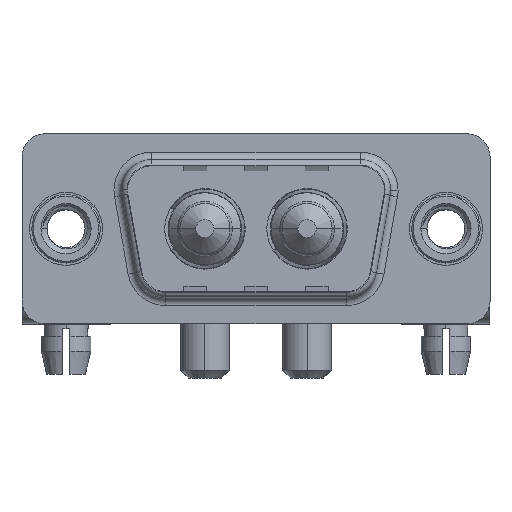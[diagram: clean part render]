
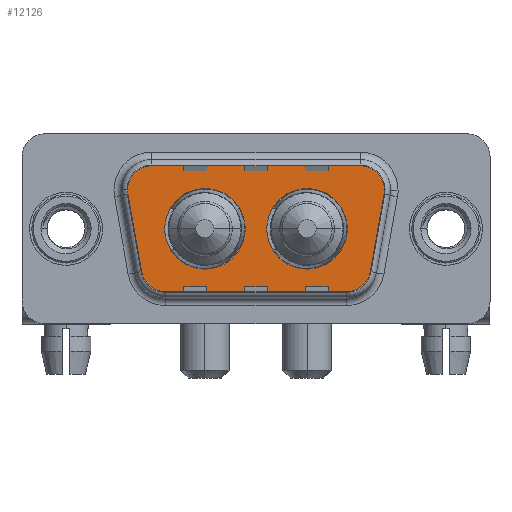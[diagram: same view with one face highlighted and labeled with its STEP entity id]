
A CAD part, top view. The second image highlights one B-rep face of the part: STEP entity #12126.
In plain terms, the highlighted planar face has unit normal (0, 0, 1).
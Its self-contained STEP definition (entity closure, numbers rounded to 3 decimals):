
#16 = CIRCLE ( 'NONE', #9416, 2.65 ) ;
#167 = CARTESIAN_POINT ( 'NONE',  ( 21.534, 2.553, 0. ) ) ;
#409 = CARTESIAN_POINT ( 'NONE',  ( 6.459, -4.9, 0. ) ) ;
#508 = ORIENTED_EDGE ( 'NONE', *, *, #14947, .T. ) ;
#702 = CARTESIAN_POINT ( 'NONE',  ( 6.459, -2.9, 0. ) ) ;
#819 = CARTESIAN_POINT ( 'NONE',  ( 11.79, 0., 0. ) ) ;
#1079 = VERTEX_POINT ( 'NONE', #9649 ) ;
#1403 = AXIS2_PLACEMENT_3D ( 'NONE', #5589, #2624, #3831 ) ;
#1559 = VERTEX_POINT ( 'NONE', #819 ) ;
#1880 = DIRECTION ( 'NONE',  ( -1., 0., 0. ) ) ;
#2032 = CARTESIAN_POINT ( 'NONE',  ( 6.49, 0., 0. ) ) ;
#2396 = DIRECTION ( 'NONE',  ( -1., 0., 0. ) ) ;
#2624 = DIRECTION ( 'NONE',  ( 0., 0., 1. ) ) ;
#2978 = CIRCLE ( 'NONE', #7288, 2.65 ) ;
#3007 = VERTEX_POINT ( 'NONE', #14004 ) ;
#3208 = VECTOR ( 'NONE', #10293, 1000. ) ;
#3325 = LINE ( 'NONE', #14180, #14270 ) ;
#3607 = DIRECTION ( 'NONE',  ( 0., 0., 1. ) ) ;
#3777 = DIRECTION ( 'NONE',  ( 0., 0., 1. ) ) ;
#3831 = DIRECTION ( 'NONE',  ( 1., 0., 0. ) ) ;
#4074 = EDGE_CURVE ( 'NONE', #14871, #1079, #16, .T. ) ;
#4328 = CARTESIAN_POINT ( 'NONE',  ( 18.541, -4.9, 0. ) ) ;
#4329 = CARTESIAN_POINT ( 'NONE',  ( 18.541, -2.9, 0. ) ) ;
#4516 = CARTESIAN_POINT ( 'NONE',  ( 18.541, -2.9, 0. ) ) ;
#4527 = CIRCLE ( 'NONE', #9327, 2. ) ;
#4668 = FACE_BOUND ( 'NONE', #15007, .T. ) ;
#4701 = VERTEX_POINT ( 'NONE', #4328 ) ;
#4751 = DIRECTION ( 'NONE',  ( 0., 0., 1. ) ) ;
#4953 = CARTESIAN_POINT ( 'NONE',  ( 3.466, 2.553, 0. ) ) ;
#5098 = CARTESIAN_POINT ( 'NONE',  ( 3.466, 2.553, 0. ) ) ;
#5182 = ORIENTED_EDGE ( 'NONE', *, *, #5566, .T. ) ;
#5259 = DIRECTION ( 'NONE',  ( 0.174, -0.985, 0. ) ) ;
#5261 = ORIENTED_EDGE ( 'NONE', *, *, #8473, .T. ) ;
#5337 = VERTEX_POINT ( 'NONE', #11892 ) ;
#5424 = EDGE_LOOP ( 'NONE', ( #5261, #13377, #5182, #13346, #508, #13455, #14641, #10862, #6143 ) ) ;
#5502 = VECTOR ( 'NONE', #15036, 1000. ) ;
#5566 = EDGE_CURVE ( 'NONE', #8635, #11558, #5956, .T. ) ;
#5589 = CARTESIAN_POINT ( 'NONE',  ( 9.14, 0., 0. ) ) ;
#5607 = LINE ( 'NONE', #11564, #3208 ) ;
#5625 = DIRECTION ( 'NONE',  ( 0., 0., 1. ) ) ;
#5956 = CIRCLE ( 'NONE', #8233, 2. ) ;
#6038 = EDGE_CURVE ( 'NONE', #1559, #9357, #8999, .T. ) ;
#6143 = ORIENTED_EDGE ( 'NONE', *, *, #7171, .T. ) ;
#6232 = CIRCLE ( 'NONE', #15092, 2. ) ;
#6363 = LINE ( 'NONE', #5098, #15121 ) ;
#6490 = ORIENTED_EDGE ( 'NONE', *, *, #4074, .F. ) ;
#6541 = EDGE_CURVE ( 'NONE', #9357, #1559, #14330, .T. ) ;
#6749 = CARTESIAN_POINT ( 'NONE',  ( 18.51, 0., 0. ) ) ;
#7032 = DIRECTION ( 'NONE',  ( 0., 0., 1. ) ) ;
#7038 = AXIS2_PLACEMENT_3D ( 'NONE', #14458, #3607, #2396 ) ;
#7125 = ORIENTED_EDGE ( 'NONE', *, *, #6541, .F. ) ;
#7171 = EDGE_CURVE ( 'NONE', #12988, #4701, #5607, .T. ) ;
#7214 = EDGE_CURVE ( 'NONE', #5337, #8635, #10451, .T. ) ;
#7236 = CARTESIAN_POINT ( 'NONE',  ( 4.489, -3.247, 0. ) ) ;
#7277 = FACE_BOUND ( 'NONE', #14644, .T. ) ;
#7288 = AXIS2_PLACEMENT_3D ( 'NONE', #9643, #3777, #15670 ) ;
#7793 = CIRCLE ( 'NONE', #7038, 2. ) ;
#7996 = ORIENTED_EDGE ( 'NONE', *, *, #6038, .F. ) ;
#8092 = EDGE_CURVE ( 'NONE', #1079, #14871, #2978, .T. ) ;
#8212 = CARTESIAN_POINT ( 'NONE',  ( 5.436, 2.9, 0. ) ) ;
#8233 = AXIS2_PLACEMENT_3D ( 'NONE', #11969, #5625, #9588 ) ;
#8363 = ORIENTED_EDGE ( 'NONE', *, *, #8092, .F. ) ;
#8473 = EDGE_CURVE ( 'NONE', #4701, #5337, #6232, .T. ) ;
#8635 = VERTEX_POINT ( 'NONE', #167 ) ;
#8739 = EDGE_CURVE ( 'NONE', #10011, #9105, #6363, .T. ) ;
#8999 = CIRCLE ( 'NONE', #9519, 2.65 ) ;
#9070 = CIRCLE ( 'NONE', #10847, 2. ) ;
#9105 = VERTEX_POINT ( 'NONE', #7236 ) ;
#9157 = DIRECTION ( 'NONE',  ( 0., 0., 1. ) ) ;
#9201 = DIRECTION ( 'NONE',  ( 0., 0., 1. ) ) ;
#9325 = EDGE_CURVE ( 'NONE', #9105, #12988, #9070, .T. ) ;
#9327 = AXIS2_PLACEMENT_3D ( 'NONE', #8212, #7032, #11937 ) ;
#9357 = VERTEX_POINT ( 'NONE', #2032 ) ;
#9416 = AXIS2_PLACEMENT_3D ( 'NONE', #10783, #4751, #9436 ) ;
#9436 = DIRECTION ( 'NONE',  ( 1., 0., 0. ) ) ;
#9519 = AXIS2_PLACEMENT_3D ( 'NONE', #12898, #12824, #11800 ) ;
#9588 = DIRECTION ( 'NONE',  ( -1., 0., 0. ) ) ;
#9631 = AXIS2_PLACEMENT_3D ( 'NONE', #4516, #14408, #14172 ) ;
#9643 = CARTESIAN_POINT ( 'NONE',  ( 15.86, 0., 0. ) ) ;
#9649 = CARTESIAN_POINT ( 'NONE',  ( 13.21, 0., 0. ) ) ;
#10011 = VERTEX_POINT ( 'NONE', #4953 ) ;
#10100 = EDGE_CURVE ( 'NONE', #11558, #3007, #7793, .T. ) ;
#10178 = CARTESIAN_POINT ( 'NONE',  ( 21.564, 2.9, 0. ) ) ;
#10293 = DIRECTION ( 'NONE',  ( 1., 0., 0. ) ) ;
#10451 = LINE ( 'NONE', #11320, #5502 ) ;
#10783 = CARTESIAN_POINT ( 'NONE',  ( 15.86, 0., 0. ) ) ;
#10847 = AXIS2_PLACEMENT_3D ( 'NONE', #702, #9201, #1880 ) ;
#10862 = ORIENTED_EDGE ( 'NONE', *, *, #9325, .T. ) ;
#11042 = CARTESIAN_POINT ( 'NONE',  ( 5.436, 4.9, 0. ) ) ;
#11093 = EDGE_CURVE ( 'NONE', #14082, #10011, #4527, .T. ) ;
#11320 = CARTESIAN_POINT ( 'NONE',  ( 21.534, 2.553, 0. ) ) ;
#11558 = VERTEX_POINT ( 'NONE', #10178 ) ;
#11564 = CARTESIAN_POINT ( 'NONE',  ( 6.459, -4.9, 0. ) ) ;
#11800 = DIRECTION ( 'NONE',  ( 1., 0., 0. ) ) ;
#11889 = PLANE ( 'NONE',  #9631 ) ;
#11892 = CARTESIAN_POINT ( 'NONE',  ( 20.511, -3.247, 0. ) ) ;
#11937 = DIRECTION ( 'NONE',  ( 1., 0., 0. ) ) ;
#11969 = CARTESIAN_POINT ( 'NONE',  ( 19.564, 2.9, 0. ) ) ;
#12126 = ADVANCED_FACE ( 'NONE', ( #7277, #4668, #15367 ), #11889, .T. ) ;
#12807 = DIRECTION ( 'NONE',  ( 1., 0., 0. ) ) ;
#12824 = DIRECTION ( 'NONE',  ( 0., 0., 1. ) ) ;
#12898 = CARTESIAN_POINT ( 'NONE',  ( 9.14, 0., 0. ) ) ;
#12988 = VERTEX_POINT ( 'NONE', #409 ) ;
#13346 = ORIENTED_EDGE ( 'NONE', *, *, #10100, .T. ) ;
#13377 = ORIENTED_EDGE ( 'NONE', *, *, #7214, .T. ) ;
#13455 = ORIENTED_EDGE ( 'NONE', *, *, #11093, .T. ) ;
#14004 = CARTESIAN_POINT ( 'NONE',  ( 19.564, 4.9, 0. ) ) ;
#14082 = VERTEX_POINT ( 'NONE', #11042 ) ;
#14105 = DIRECTION ( 'NONE',  ( -1., 0., 0. ) ) ;
#14172 = DIRECTION ( 'NONE',  ( 1., 0., 0. ) ) ;
#14180 = CARTESIAN_POINT ( 'NONE',  ( 5.436, 4.9, 0. ) ) ;
#14270 = VECTOR ( 'NONE', #14105, 1000. ) ;
#14330 = CIRCLE ( 'NONE', #1403, 2.65 ) ;
#14408 = DIRECTION ( 'NONE',  ( 0., 0., 1. ) ) ;
#14458 = CARTESIAN_POINT ( 'NONE',  ( 19.564, 2.9, 0. ) ) ;
#14641 = ORIENTED_EDGE ( 'NONE', *, *, #8739, .T. ) ;
#14644 = EDGE_LOOP ( 'NONE', ( #6490, #8363 ) ) ;
#14871 = VERTEX_POINT ( 'NONE', #6749 ) ;
#14947 = EDGE_CURVE ( 'NONE', #3007, #14082, #3325, .T. ) ;
#15007 = EDGE_LOOP ( 'NONE', ( #7996, #7125 ) ) ;
#15036 = DIRECTION ( 'NONE',  ( 0.174, 0.985, 0. ) ) ;
#15092 = AXIS2_PLACEMENT_3D ( 'NONE', #4329, #9157, #12807 ) ;
#15121 = VECTOR ( 'NONE', #5259, 1000. ) ;
#15367 = FACE_OUTER_BOUND ( 'NONE', #5424, .T. ) ;
#15670 = DIRECTION ( 'NONE',  ( 1., 0., 0. ) ) ;
